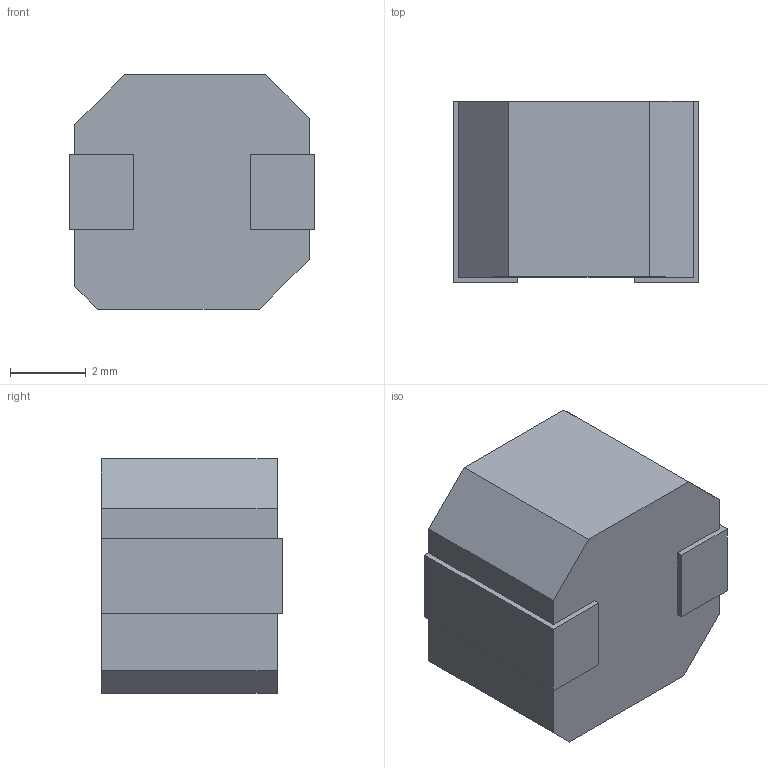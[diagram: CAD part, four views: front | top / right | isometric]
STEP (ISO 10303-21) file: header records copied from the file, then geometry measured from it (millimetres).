
FILE_DESCRIPTION (( 'STEP AP203' ), '1' );
FILE_NAME ('CLF6045NI_3D Model.STEP', '2017-02-09T03:59:09', ( '' ), ( '' ), 'SwSTEP 2.0', 'SolidWorks 2015', '' );
FILE_SCHEMA (( 'CONFIG_CONTROL_DESIGN' ));
Length unit declared in the file: millimetre
Products named in the file (3): CLF6045NI_3D Model; CLF6045NI端子; CLF6045NI素体
Assembly tree (3 placements, depth 2):
  CLF6045NI_3D Model
    CLF6045NI素体
    CLF6045NI端子  x2
Bounding box: 6.5 x 4.8 x 6.2 mm (x, y, z)
Volume: 170.5 mm3; surface area: 230.9 mm2
Topology: 3 solids, 3 shells, 27 faces, 62 edges, 42 vertices
Faces by surface type: plane 27
Entity records: 873 total; most frequent: CARTESIAN_POINT 99, DIRECTION 96, ORIENTED_EDGE 88, EDGE_CURVE 44, LINE 42, VECTOR 42, VERTEX_POINT 30, PERSON_AND_ORGANIZATION 27
